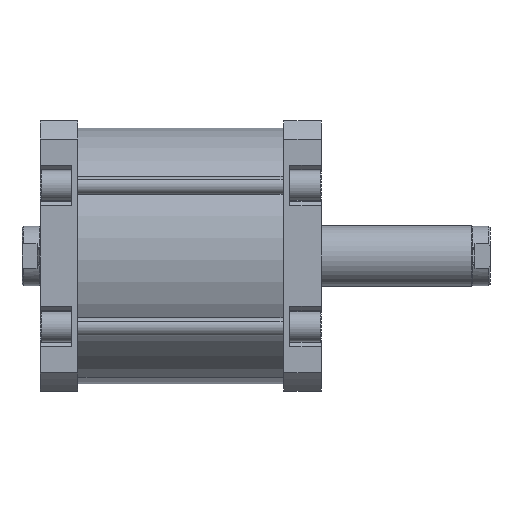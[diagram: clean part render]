
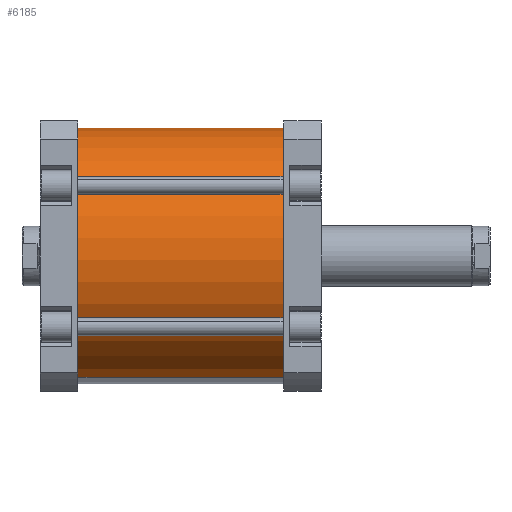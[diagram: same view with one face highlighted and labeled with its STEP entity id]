
A CAD part, front view. The second image highlights one B-rep face of the part: STEP entity #6185.
In plain terms, the highlighted cylindrical face has radius 85 mm (diameter 170 mm), a partial arc.
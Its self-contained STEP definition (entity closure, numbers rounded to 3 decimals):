
#396 = ORIENTED_EDGE ( 'NONE', *, *, #5523, .F. ) ;
#410 = ORIENTED_EDGE ( 'NONE', *, *, #5534, .T. ) ;
#439 = ORIENTED_EDGE ( 'NONE', *, *, #5532, .F. ) ;
#460 = ORIENTED_EDGE ( 'NONE', *, *, #5539, .T. ) ;
#524 = EDGE_LOOP ( 'NONE', ( #439, #396, #410, #460 ) ) ;
#951 = VECTOR ( 'NONE', #1737, 1000. ) ;
#958 = CIRCLE ( 'NONE', #5457, 85. ) ;
#963 = LINE ( 'NONE', #1741, #966 ) ;
#966 = VECTOR ( 'NONE', #1742, 1000. ) ;
#969 = LINE ( 'NONE', #1730, #951 ) ;
#978 = CIRCLE ( 'NONE', #5467, 85. ) ;
#1712 = CARTESIAN_POINT ( 'NONE',  ( 0., 0., 137. ) ) ;
#1713 = DIRECTION ( 'NONE',  ( 0., 0., 1. ) ) ;
#1714 = DIRECTION ( 'NONE',  ( 1., 0., 0. ) ) ;
#1730 = CARTESIAN_POINT ( 'NONE',  ( 85., 0., 137. ) ) ;
#1737 = DIRECTION ( 'NONE',  ( 0., 0., -1. ) ) ;
#1741 = CARTESIAN_POINT ( 'NONE',  ( -85., 0., 137. ) ) ;
#1742 = DIRECTION ( 'NONE',  ( 0., 0., -1. ) ) ;
#1753 = CARTESIAN_POINT ( 'NONE',  ( 0., 0., 0. ) ) ;
#1756 = DIRECTION ( 'NONE',  ( 0., 0., 1. ) ) ;
#1757 = DIRECTION ( 'NONE',  ( 1., 0., 0. ) ) ;
#2828 = VERTEX_POINT ( 'NONE', #3124 ) ;
#2841 = VERTEX_POINT ( 'NONE', #3137 ) ;
#2851 = VERTEX_POINT ( 'NONE', #3147 ) ;
#2877 = VERTEX_POINT ( 'NONE', #3173 ) ;
#3124 = CARTESIAN_POINT ( 'NONE',  ( -85., 0., 0. ) ) ;
#3137 = CARTESIAN_POINT ( 'NONE',  ( -85., 0., 137. ) ) ;
#3147 = CARTESIAN_POINT ( 'NONE',  ( 85., 0., 137. ) ) ;
#3173 = CARTESIAN_POINT ( 'NONE',  ( 85., 0., 0. ) ) ;
#4184 = AXIS2_PLACEMENT_3D ( 'NONE', #4721, #4689, #4654 ) ;
#4654 = DIRECTION ( 'NONE',  ( -1., 0., 0. ) ) ;
#4689 = DIRECTION ( 'NONE',  ( 0., 0., -1. ) ) ;
#4721 = CARTESIAN_POINT ( 'NONE',  ( 0., 0., 137. ) ) ;
#5346 = FACE_OUTER_BOUND ( 'NONE', #524, .T. ) ;
#5351 = CYLINDRICAL_SURFACE ( 'NONE', #4184, 85. ) ;
#5457 = AXIS2_PLACEMENT_3D ( 'NONE', #1712, #1713, #1714 ) ;
#5467 = AXIS2_PLACEMENT_3D ( 'NONE', #1753, #1756, #1757 ) ;
#5523 = EDGE_CURVE ( 'NONE', #2841, #2851, #958, .T. ) ;
#5532 = EDGE_CURVE ( 'NONE', #2851, #2877, #969, .T. ) ;
#5534 = EDGE_CURVE ( 'NONE', #2841, #2828, #963, .T. ) ;
#5539 = EDGE_CURVE ( 'NONE', #2828, #2877, #978, .T. ) ;
#6185 = ADVANCED_FACE ( 'NONE', ( #5346 ), #5351, .T. ) ;
